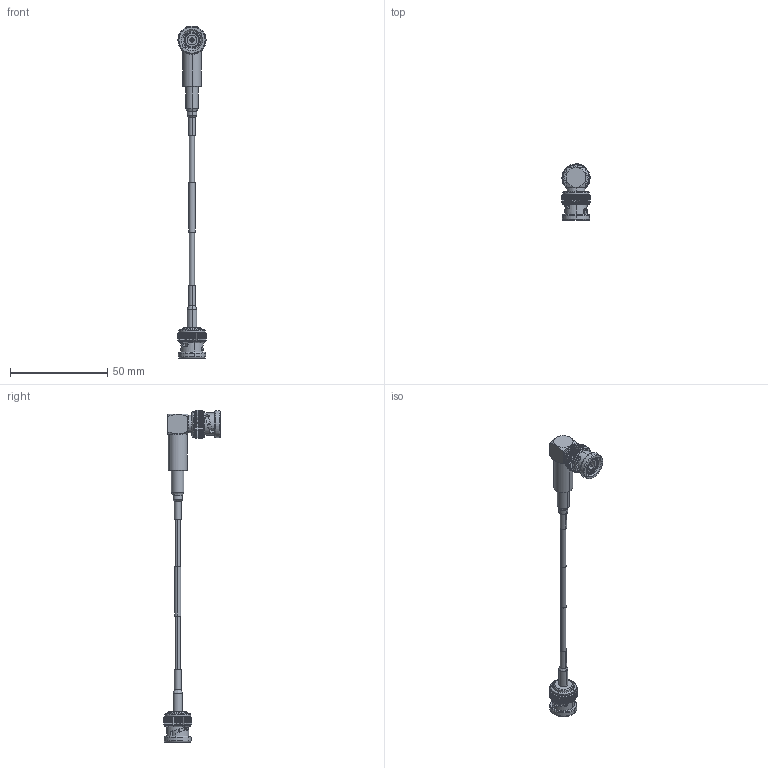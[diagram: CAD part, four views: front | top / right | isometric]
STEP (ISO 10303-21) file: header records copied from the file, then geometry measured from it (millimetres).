
FILE_DESCRIPTION (( 'STEP AP214' ), '1' );
FILE_NAME ('FMC01317_3D.step', '2025-02-03T17:09:16', ( '' ), ( '' ), 'SwSTEP 2.0', 'SolidWorks 2022', '' );
FILE_SCHEMA (( 'AUTOMOTIVE_DESIGN' ));
Length unit declared in the file: inch
Products named in the file (5): FMCN1838_Assemble; FMC01317_3D; Heat Shrinks^FMC01317; Coax Cable^FMC01317_RG316U; SC6031_3D^FMC01317
Assembly tree (4 placements, depth 2):
  FMC01317_3D
    Coax Cable^FMC01317_RG316U
    Heat Shrinks^FMC01317
    SC6031_3D^FMC01317
    FMCN1838_Assemble
Bounding box: 14.47 x 29.15 x 170.41 mm (x, y, z)
Volume: 7069.4 mm3; surface area: 7650.5 mm2
Topology: 8 solids, 10 shells, 955 faces, 2167 edges, 1251 vertices
Faces by surface type: plane 343, cone 299, cylinder 267, bspline 42, torus 2, sphere 2
Entity records: 30236 total; most frequent: CARTESIAN_POINT 9439, ORIENTED_EDGE 4330, DIRECTION 4242, EDGE_CURVE 2165, AXIS2_PLACEMENT_3D 1781, VERTEX_POINT 1251, EDGE_LOOP 992, FACE_OUTER_BOUND 955
